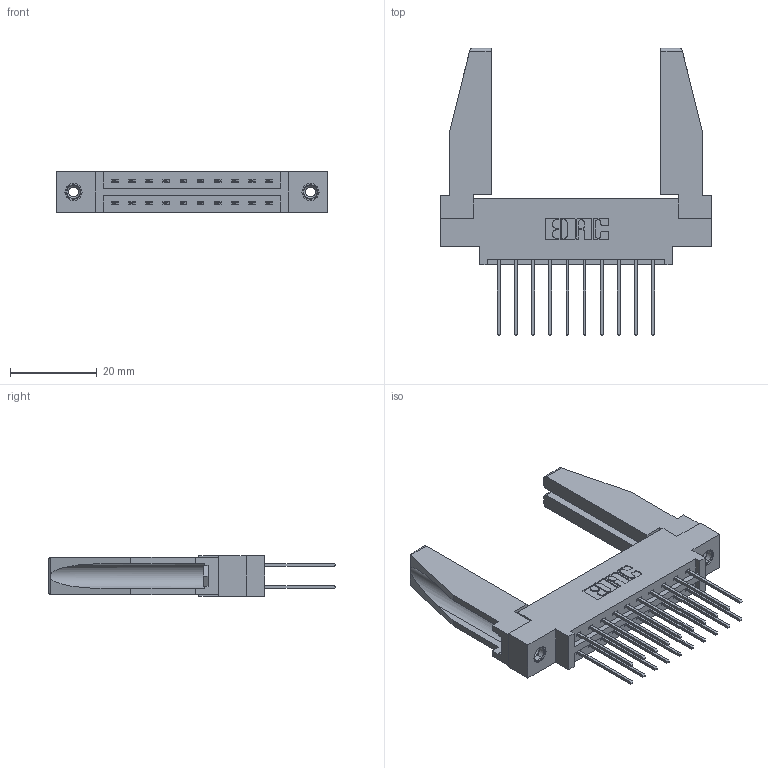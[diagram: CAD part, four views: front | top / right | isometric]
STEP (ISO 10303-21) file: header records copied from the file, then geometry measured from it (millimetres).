
FILE_DESCRIPTION (( 'STEP AP203' ), '1' );
FILE_NAME ('337-020-542-878.STEP', '2019-10-10T19:29:46', ( '' ), ( '' ), 'SwSTEP 2.0', 'SolidWorks 2016', '' );
FILE_SCHEMA (( 'CONFIG_CONTROL_DESIGN' ));
Length unit declared in the file: inch
Products named in the file (5): 345-292-001_345-293-142; 345-250-001_345-250-001-102; 337 Part_0.170 Offset - 0.156 Dia-TI; 337-020-542-878; 307-220-078
Assembly tree (25 placements, depth 2):
  337-020-542-878
    337 Part_0.170 Offset - 0.156 Dia-TI
    345-292-001_345-293-142  x20
    345-250-001_345-250-001-102  x2
    307-220-078  x2
Bounding box: 62.64 x 66.43 x 9.4 mm (x, y, z)
Volume: 10144.2 mm3; surface area: 11045.9 mm2
Topology: 25 solids, 25 shells, 1328 faces, 3873 edges, 2546 vertices
Faces by surface type: plane 918, cylinder 394, cone 12, torus 4
Entity records: 14482 total; most frequent: CARTESIAN_POINT 2468, ORIENTED_EDGE 2360, DIRECTION 2164, EDGE_CURVE 1180, VECTOR 1014, LINE 1014, VERTEX_POINT 780, AXIS2_PLACEMENT_3D 575
